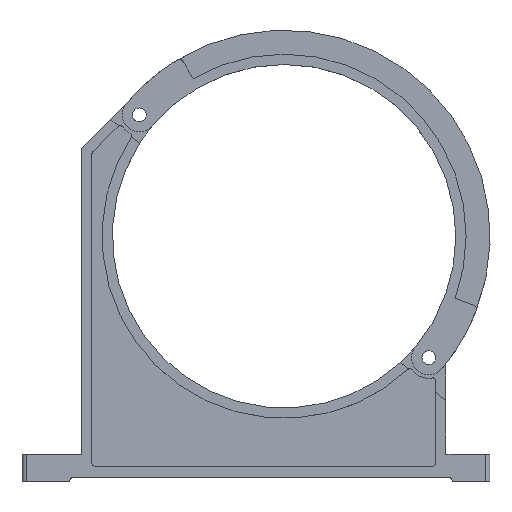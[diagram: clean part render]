
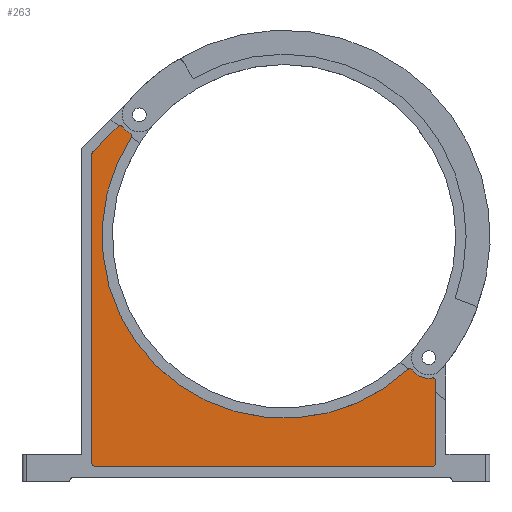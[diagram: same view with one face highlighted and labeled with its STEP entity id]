
A CAD part, top view. The second image highlights one B-rep face of the part: STEP entity #263.
In plain terms, the highlighted planar face has unit normal (0, 0, 1).
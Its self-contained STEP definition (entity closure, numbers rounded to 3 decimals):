
#263 = ADVANCED_FACE( '', ( #564 ), #565, .T. );
#564 = FACE_OUTER_BOUND( '', #898, .T. );
#565 = PLANE( '', #899 );
#898 = EDGE_LOOP( '', ( #1642, #1643, #1644, #1645, #1646, #1647, #1648, #1649, #1650, #1651, #1652, #1653, #1654, #1655 ) );
#899 = AXIS2_PLACEMENT_3D( '', #1656, #1657, #1658 );
#1642 = ORIENTED_EDGE( '', *, *, #2055, .T. );
#1643 = ORIENTED_EDGE( '', *, *, #2176, .T. );
#1644 = ORIENTED_EDGE( '', *, *, #2107, .T. );
#1645 = ORIENTED_EDGE( '', *, *, #2060, .T. );
#1646 = ORIENTED_EDGE( '', *, *, #2350, .T. );
#1647 = ORIENTED_EDGE( '', *, *, #2041, .T. );
#1648 = ORIENTED_EDGE( '', *, *, #2351, .T. );
#1649 = ORIENTED_EDGE( '', *, *, #2124, .F. );
#1650 = ORIENTED_EDGE( '', *, *, #2142, .T. );
#1651 = ORIENTED_EDGE( '', *, *, #2066, .F. );
#1652 = ORIENTED_EDGE( '', *, *, #2219, .T. );
#1653 = ORIENTED_EDGE( '', *, *, #2195, .F. );
#1654 = ORIENTED_EDGE( '', *, *, #2078, .T. );
#1655 = ORIENTED_EDGE( '', *, *, #2352, .T. );
#1656 = CARTESIAN_POINT( '', ( -172.275, 75.058, 4. ) );
#1657 = DIRECTION( '', ( 0., 0., 1. ) );
#1658 = DIRECTION( '', ( 1., 0., 0. ) );
#2041 = EDGE_CURVE( '', #2454, #2452, #2455, .T. );
#2055 = EDGE_CURVE( '', #2477, #2475, #2478, .T. );
#2060 = EDGE_CURVE( '', #2486, #2484, #2487, .T. );
#2066 = EDGE_CURVE( '', #2495, #2497, #2498, .T. );
#2078 = EDGE_CURVE( '', #2519, #2517, #2520, .T. );
#2107 = EDGE_CURVE( '', #2568, #2486, #2569, .T. );
#2124 = EDGE_CURVE( '', #2597, #2599, #2600, .T. );
#2142 = EDGE_CURVE( '', #2597, #2497, #2628, .T. );
#2176 = EDGE_CURVE( '', #2475, #2568, #2684, .T. );
#2195 = EDGE_CURVE( '', #2519, #2712, #2713, .T. );
#2219 = EDGE_CURVE( '', #2495, #2712, #2746, .T. );
#2350 = EDGE_CURVE( '', #2484, #2454, #2937, .T. );
#2351 = EDGE_CURVE( '', #2452, #2599, #2938, .T. );
#2352 = EDGE_CURVE( '', #2517, #2477, #2939, .T. );
#2452 = VERTEX_POINT( '', #3051 );
#2454 = VERTEX_POINT( '', #3054 );
#2455 = LINE( '', #3055, #3056 );
#2475 = VERTEX_POINT( '', #3082 );
#2477 = VERTEX_POINT( '', #3085 );
#2478 = CIRCLE( '', #3086, 4. );
#2484 = VERTEX_POINT( '', #3093 );
#2486 = VERTEX_POINT( '', #3096 );
#2487 = LINE( '', #3097, #3098 );
#2495 = VERTEX_POINT( '', #3108 );
#2497 = VERTEX_POINT( '', #3111 );
#2498 = CIRCLE( '', #3112, 166.95 );
#2517 = VERTEX_POINT( '', #3136 );
#2519 = VERTEX_POINT( '', #3139 );
#2520 = CIRCLE( '', #3140, 2.667 );
#2568 = VERTEX_POINT( '', #3199 );
#2569 = CIRCLE( '', #3200, 4. );
#2597 = VERTEX_POINT( '', #3233 );
#2599 = VERTEX_POINT( '', #3236 );
#2600 = CIRCLE( '', #3237, 18.9 );
#2628 = CIRCLE( '', #3277, 2.667 );
#2684 = LINE( '', #3346, #3347 );
#2712 = VERTEX_POINT( '', #3383 );
#2713 = CIRCLE( '', #3384, 18.9 );
#2746 = CIRCLE( '', #3432, 2.667 );
#2937 = CIRCLE( '', #3684, 4. );
#2938 = CIRCLE( '', #3685, 2.667 );
#2939 = LINE( '', #3686, #3687 );
#3051 = CARTESIAN_POINT( '', ( 139.017, -132.621, 4. ) );
#3054 = CARTESIAN_POINT( '', ( 139.017, -207.55, 4. ) );
#3055 = CARTESIAN_POINT( '', ( 139.017, -207.55, 4. ) );
#3056 = VECTOR( '', #3810, 1000. );
#3082 = CARTESIAN_POINT( '', ( -176.275, 75.058, 4. ) );
#3085 = CARTESIAN_POINT( '', ( -175.103, 77.886, 4. ) );
#3086 = AXIS2_PLACEMENT_3D( '', #3827, #3828, #3829 );
#3093 = CARTESIAN_POINT( '', ( 135.017, -211.55, 4. ) );
#3096 = CARTESIAN_POINT( '', ( -172.275, -211.55, 4. ) );
#3097 = CARTESIAN_POINT( '', ( -172.275, -211.55, 4. ) );
#3098 = VECTOR( '', #3835, 1000. );
#3108 = CARTESIAN_POINT( '', ( -140.19, 90.659, 4. ) );
#3111 = CARTESIAN_POINT( '', ( 113.625, -122.318, 4. ) );
#3112 = AXIS2_PLACEMENT_3D( '', #3842, #3843, #3844 );
#3136 = CARTESIAN_POINT( '', ( -152.204, 100.786, 4. ) );
#3139 = CARTESIAN_POINT( '', ( -148.142, 100.441, 4. ) );
#3140 = AXIS2_PLACEMENT_3D( '', #3860, #3861, #3862 );
#3199 = CARTESIAN_POINT( '', ( -176.275, -207.55, 4. ) );
#3200 = AXIS2_PLACEMENT_3D( '', #3910, #3911, #3912 );
#3233 = CARTESIAN_POINT( '', ( 117.576, -122.675, 4. ) );
#3236 = CARTESIAN_POINT( '', ( 135.901, -129.993, 4. ) );
#3237 = AXIS2_PLACEMENT_3D( '', #3940, #3941, #3942 );
#3277 = AXIS2_PLACEMENT_3D( '', #3958, #3959, #3960 );
#3346 = CARTESIAN_POINT( '', ( -176.275, 75.058, 4. ) );
#3347 = VECTOR( '', #4016, 1000. );
#3383 = CARTESIAN_POINT( '', ( -141.228, 94.488, 4. ) );
#3384 = AXIS2_PLACEMENT_3D( '', #4040, #4041, #4042 );
#3432 = AXIS2_PLACEMENT_3D( '', #4064, #4065, #4066 );
#3684 = AXIS2_PLACEMENT_3D( '', #4245, #4246, #4247 );
#3685 = AXIS2_PLACEMENT_3D( '', #4248, #4249, #4250 );
#3686 = CARTESIAN_POINT( '', ( -152.204, 100.786, 4. ) );
#3687 = VECTOR( '', #4251, 1000. );
#3810 = DIRECTION( '', ( 0., 1., 0. ) );
#3827 = CARTESIAN_POINT( '', ( -172.275, 75.058, 4. ) );
#3828 = DIRECTION( '', ( 0., 0., 1. ) );
#3829 = DIRECTION( '', ( 1., 0., 0. ) );
#3835 = DIRECTION( '', ( 1., 0., 0. ) );
#3842 = CARTESIAN_POINT( '', ( 0., 0., 4. ) );
#3843 = DIRECTION( '', ( 0., 0., 1. ) );
#3844 = DIRECTION( '', ( 1., 0., 0. ) );
#3860 = CARTESIAN_POINT( '', ( -150.318, 98.9, 4. ) );
#3861 = DIRECTION( '', ( 0., 0., 1. ) );
#3862 = DIRECTION( '', ( 1., 0., 0. ) );
#3910 = CARTESIAN_POINT( '', ( -172.275, -207.55, 4. ) );
#3911 = DIRECTION( '', ( 0., 0., 1. ) );
#3912 = DIRECTION( '', ( 1., 0., 0. ) );
#3940 = CARTESIAN_POINT( '', ( 132.717, -111.363, 4. ) );
#3941 = DIRECTION( '', ( 0., 0., 1. ) );
#3942 = DIRECTION( '', ( 1., 0., 0. ) );
#3958 = CARTESIAN_POINT( '', ( 115.44, -124.271, 4. ) );
#3959 = DIRECTION( '', ( 0., 0., 1. ) );
#3960 = DIRECTION( '', ( 1., 0., 0. ) );
#4016 = DIRECTION( '', ( 0., -1., 0. ) );
#4040 = CARTESIAN_POINT( '', ( -132.717, 111.363, 4. ) );
#4041 = DIRECTION( '', ( 0., 0., 1. ) );
#4042 = DIRECTION( '', ( 1., 0., 0. ) );
#4064 = CARTESIAN_POINT( '', ( -142.429, 92.107, 4. ) );
#4065 = DIRECTION( '', ( 0., 0., 1. ) );
#4066 = DIRECTION( '', ( 1., 0., 0. ) );
#4245 = CARTESIAN_POINT( '', ( 135.017, -207.55, 4. ) );
#4246 = DIRECTION( '', ( 0., 0., 1. ) );
#4247 = DIRECTION( '', ( 1., 0., 0. ) );
#4248 = CARTESIAN_POINT( '', ( 136.351, -132.621, 4. ) );
#4249 = DIRECTION( '', ( 0., 0., 1. ) );
#4250 = DIRECTION( '', ( 1., 0., 0. ) );
#4251 = DIRECTION( '', ( -0.707, -0.707, 0. ) );
